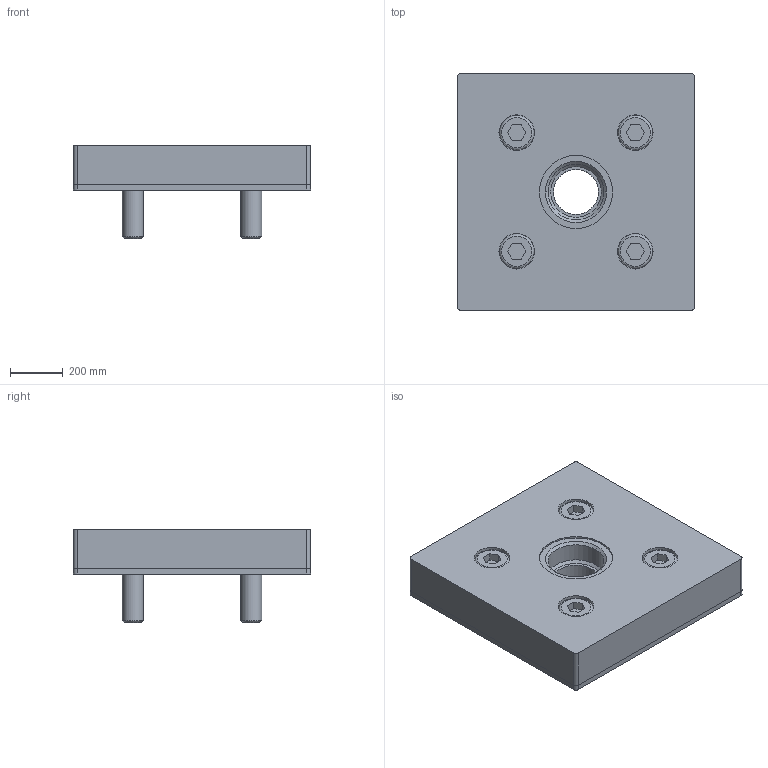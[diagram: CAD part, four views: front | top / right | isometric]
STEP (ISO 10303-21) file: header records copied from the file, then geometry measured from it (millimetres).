
FILE_DESCRIPTION(/* description */ (''),/* implementation_level */ '2;1');
FILE_NAME(/* name */ '32-909012G-1.stp',/* time_stamp */ '2025-01-07T14:53:59-05:00',/* author */ ('esanner'),/* organization */ (''),/* preprocessor_version */ 'ST-DEVELOPER v19',/* originating_system */ 'AutoCAD Mechanical',/* authorisation */ '');
FILE_SCHEMA (('AUTOMOTIVE_DESIGN { 1 0 10303 214 3 1 1 }'));
Length unit declared in the file: centimetre
Products named in the file (3): Product; 32-909012G-1; M8X30LHSCS-0
Assembly tree (5 placements, depth 3):
  Product
    32-909012G-1
      M8X30LHSCS-0  x4
Bounding box: 900 x 900 x 355 mm (x, y, z)
Volume: 134086586.2 mm3; surface area: 4430704.4 mm2
Topology: 6 solids, 6 shells, 101 faces, 219 edges, 144 vertices
Faces by surface type: plane 58, cylinder 32, cone 7, torus 4
Full cylindrical faces by diameter (mm): 80 x4, 90 x8, 130 x4, 135 x4, 170.688 x1, 212.4 x1, 250 x1, 277.368 x1
Entity records: 1789 total; most frequent: DIRECTION 326, CARTESIAN_POINT 286, ORIENTED_EDGE 264, EDGE_CURVE 132, AXIS2_PLACEMENT_3D 127, EDGE_LOOP 87, VERTEX_POINT 87, LINE 72
